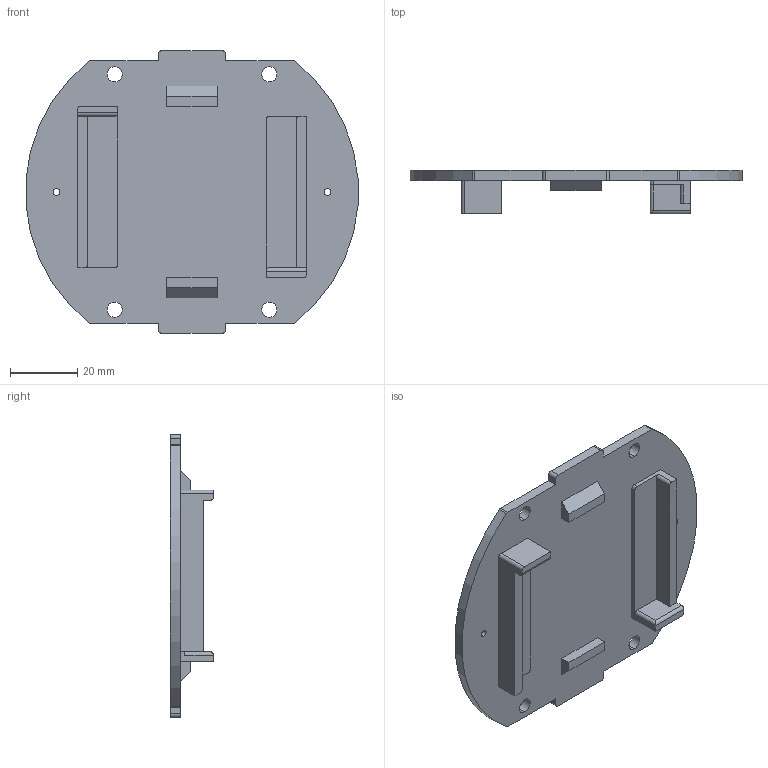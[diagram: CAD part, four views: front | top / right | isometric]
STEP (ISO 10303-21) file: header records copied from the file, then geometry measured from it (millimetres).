
FILE_DESCRIPTION (( 'STEP AP203' ), '1' );
FILE_NAME ('a2_dynamixel_t42.STEP', '2015-02-27T21:45:05', ( '' ), ( '' ), 'SwSTEP 2.0', 'SolidWorks 2013', '' );
FILE_SCHEMA (( 'CONFIG_CONTROL_DESIGN' ));
Length unit declared in the file: millimetre
Products named in the file (1): a2_dynamixel_t42
Bounding box: 98.67 x 12.85 x 84 mm (x, y, z)
Volume: 24581 mm3; surface area: 16862.5 mm2
Topology: 1 solids, 1 shells, 72 faces, 196 edges, 130 vertices
Faces by surface type: plane 40, cylinder 32
Entity records: 2385 total; most frequent: CARTESIAN_POINT 405, DIRECTION 400, ORIENTED_EDGE 392, EDGE_CURVE 196, VECTOR 134, LINE 134, AXIS2_PLACEMENT_3D 133, VERTEX_POINT 130
